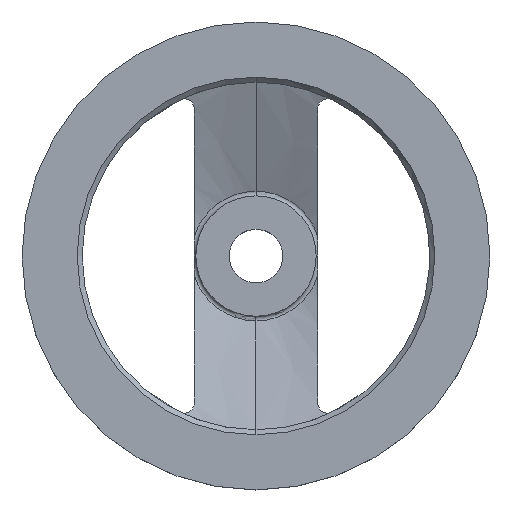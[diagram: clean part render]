
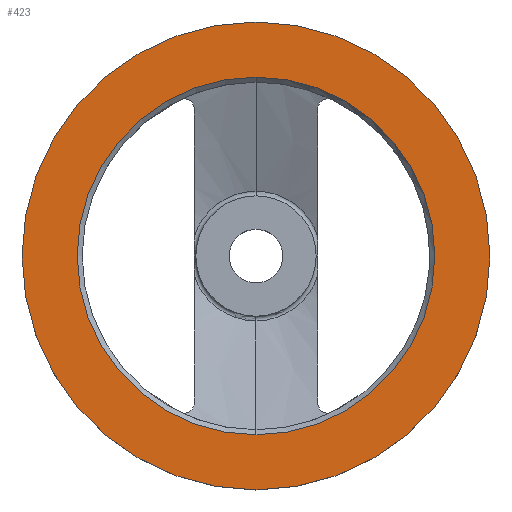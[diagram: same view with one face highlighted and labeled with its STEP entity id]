
A CAD part, top view. The second image highlights one B-rep face of the part: STEP entity #423.
In plain terms, the highlighted planar face has unit normal (0, 0, 1).
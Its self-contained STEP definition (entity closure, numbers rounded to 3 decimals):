
#217=EDGE_CURVE('',#523,#337,#611,.T.);
#221=EDGE_CURVE('',#443,#585,#616,.T.);
#337=VERTEX_POINT('',#746);
#423=ADVANCED_FACE('',(#841,#842),#843,.T.);
#443=VERTEX_POINT('',#865);
#457=EDGE_CURVE('',#337,#523,#881,.T.);
#523=VERTEX_POINT('',#955);
#527=EDGE_CURVE('',#585,#443,#959,.T.);
#585=VERTEX_POINT('',#1019);
#611=CIRCLE('',#1038,53.5);
#616=CIRCLE('',#1044,70.0);
#746=CARTESIAN_POINT('',(0.,-53.5,36.0));
#841=FACE_BOUND('',#1462,.T.);
#842=FACE_OUTER_BOUND('',#1463,.T.);
#843=PLANE('',#1464);
#865=CARTESIAN_POINT('',(0.,-70.0,36.0));
#881=CIRCLE('',#1520,53.5);
#955=CARTESIAN_POINT('',(0.,53.5,36.0));
#959=CIRCLE('',#1700,70.0);
#1019=CARTESIAN_POINT('',(0.,70.,36.0));
#1038=AXIS2_PLACEMENT_3D('',#1885,#1886,#1887);
#1044=AXIS2_PLACEMENT_3D('',#1896,#1897,#1898);
#1462=EDGE_LOOP('',(#2181,#2182));
#1463=EDGE_LOOP('',(#2183,#2184));
#1464=AXIS2_PLACEMENT_3D('',#2185,#2186,#2187);
#1520=AXIS2_PLACEMENT_3D('',#2236,#2237,#2238);
#1700=AXIS2_PLACEMENT_3D('',#2332,#2333,#2334);
#1885=CARTESIAN_POINT('',(0.,0.,36.0));
#1886=DIRECTION('',(0.,0.,1.0));
#1887=DIRECTION('',(0.,1.0,0.));
#1896=CARTESIAN_POINT('',(0.,0.,36.0));
#1897=DIRECTION('',(0.,0.,1.0));
#1898=DIRECTION('',(0.,1.0,0.));
#2181=ORIENTED_EDGE('',*,*,#217,.F.);
#2182=ORIENTED_EDGE('',*,*,#457,.F.);
#2183=ORIENTED_EDGE('',*,*,#527,.T.);
#2184=ORIENTED_EDGE('',*,*,#221,.T.);
#2185=CARTESIAN_POINT('',(0.,61.75,36.0));
#2186=DIRECTION('',(0.,0.,1.0));
#2187=DIRECTION('',(0.,1.0,0.0));
#2236=CARTESIAN_POINT('',(0.,0.,36.0));
#2237=DIRECTION('',(0.,0.,1.0));
#2238=DIRECTION('',(0.,1.0,0.));
#2332=CARTESIAN_POINT('',(0.,0.,36.0));
#2333=DIRECTION('',(0.,0.,1.0));
#2334=DIRECTION('',(0.,1.0,0.));
